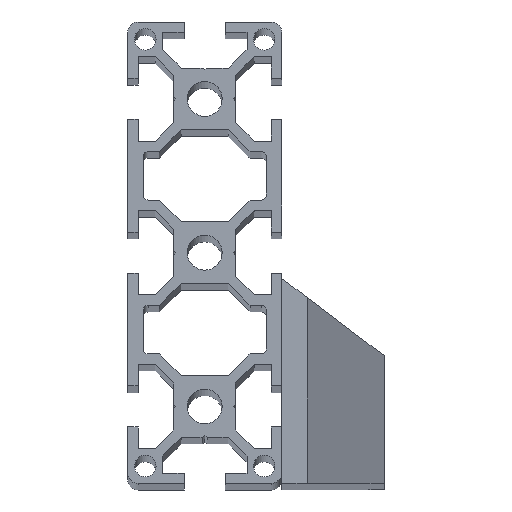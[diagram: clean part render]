
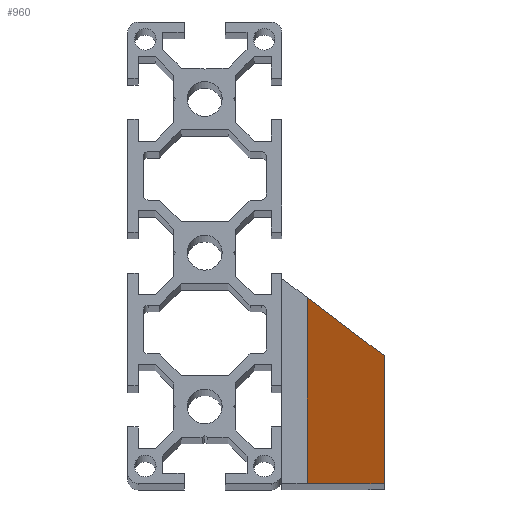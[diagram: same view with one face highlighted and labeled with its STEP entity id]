
A CAD part, top view. The second image highlights one B-rep face of the part: STEP entity #960.
In plain terms, the highlighted planar face has unit normal (0.97, 0, 0.242).
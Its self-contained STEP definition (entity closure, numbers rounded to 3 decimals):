
#75 = DIRECTION ( 'NONE',  ( 0., -1., 0. ) ) ;
#854 = EDGE_CURVE ( 'NONE', #7541, #6001, #3119, .T. ) ;
#956 = EDGE_CURVE ( 'NONE', #7541, #1300, #1239, .T. ) ;
#960 = ADVANCED_FACE ( 'NONE', ( #2896 ), #4857, .T. ) ;
#1067 = CARTESIAN_POINT ( 'NONE',  ( 4.555, 36.584, 736.779 ) ) ;
#1224 = DIRECTION ( 'NONE',  ( 0., -1., 0. ) ) ;
#1239 = LINE ( 'NONE', #4789, #8526 ) ;
#1300 = VERTEX_POINT ( 'NONE', #6605 ) ;
#2083 = ORIENTED_EDGE ( 'NONE', *, *, #6911, .F. ) ;
#2207 = LINE ( 'NONE', #7226, #2427 ) ;
#2318 = VERTEX_POINT ( 'NONE', #7102 ) ;
#2427 = VECTOR ( 'NONE', #6545, 1000. ) ;
#2616 = CARTESIAN_POINT ( 'NONE',  ( 5., 740., 735. ) ) ;
#2845 = AXIS2_PLACEMENT_3D ( 'NONE', #2616, #4162, #6873 ) ;
#2896 = FACE_OUTER_BOUND ( 'NONE', #8219, .T. ) ;
#3119 = LINE ( 'NONE', #1067, #4909 ) ;
#3157 = CARTESIAN_POINT ( 'NONE',  ( 5., 36.25, 735. ) ) ;
#4162 = DIRECTION ( 'NONE',  ( 0.97, 0., 0.243 ) ) ;
#4271 = ORIENTED_EDGE ( 'NONE', *, *, #6423, .T. ) ;
#4789 = CARTESIAN_POINT ( 'NONE',  ( 20., 740., 675. ) ) ;
#4857 = PLANE ( 'NONE',  #2845 ) ;
#4909 = VECTOR ( 'NONE', #5356, 1000. ) ;
#5103 = VECTOR ( 'NONE', #75, 1000. ) ;
#5120 = CARTESIAN_POINT ( 'NONE',  ( 5., 0., 735. ) ) ;
#5356 = DIRECTION ( 'NONE',  ( -0.239, 0.179, 0.954 ) ) ;
#6001 = VERTEX_POINT ( 'NONE', #3157 ) ;
#6423 = EDGE_CURVE ( 'NONE', #6001, #2318, #9145, .T. ) ;
#6545 = DIRECTION ( 'NONE',  ( -0.243, 0., 0.97 ) ) ;
#6605 = CARTESIAN_POINT ( 'NONE',  ( 20., 0., 675. ) ) ;
#6805 = ORIENTED_EDGE ( 'NONE', *, *, #854, .T. ) ;
#6873 = DIRECTION ( 'NONE',  ( 0.243, 0., -0.97 ) ) ;
#6911 = EDGE_CURVE ( 'NONE', #1300, #2318, #2207, .T. ) ;
#7102 = CARTESIAN_POINT ( 'NONE',  ( 5., 0., 735. ) ) ;
#7226 = CARTESIAN_POINT ( 'NONE',  ( 5., 0., 735. ) ) ;
#7541 = VERTEX_POINT ( 'NONE', #8402 ) ;
#8219 = EDGE_LOOP ( 'NONE', ( #6805, #4271, #2083, #8441 ) ) ;
#8402 = CARTESIAN_POINT ( 'NONE',  ( 20., 25., 675. ) ) ;
#8441 = ORIENTED_EDGE ( 'NONE', *, *, #956, .F. ) ;
#8526 = VECTOR ( 'NONE', #1224, 1000. ) ;
#9145 = LINE ( 'NONE', #5120, #5103 ) ;
